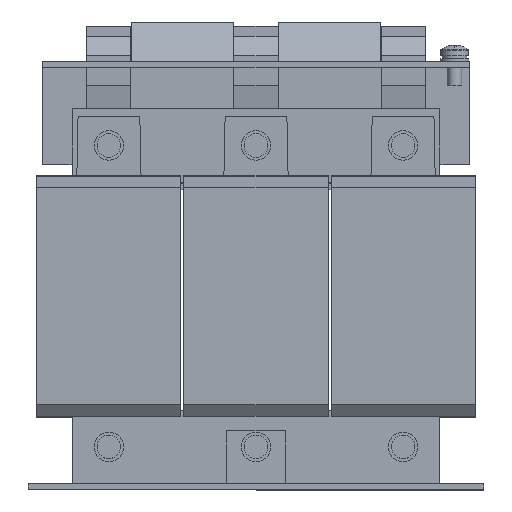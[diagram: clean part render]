
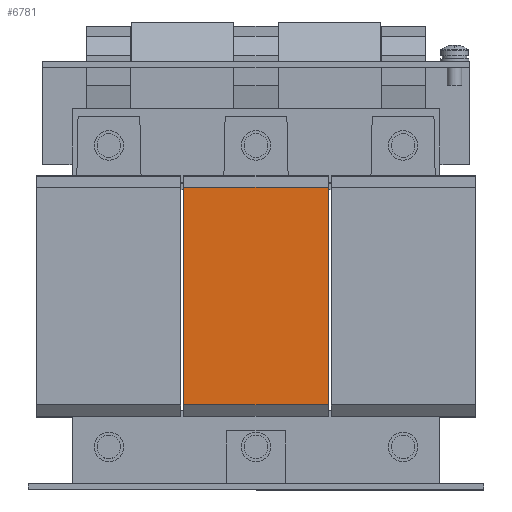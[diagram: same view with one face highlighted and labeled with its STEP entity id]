
A CAD part, top view. The second image highlights one B-rep face of the part: STEP entity #6781.
In plain terms, the highlighted planar face has unit normal (0, 0, 1).
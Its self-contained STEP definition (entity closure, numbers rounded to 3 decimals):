
#2220 = CARTESIAN_POINT ( 'NONE',  ( -24.5, 37., 36.5 ) ) ;
#3382 = DIRECTION ( 'NONE',  ( -1., 0., 0. ) ) ;
#3667 = DIRECTION ( 'NONE',  ( 0., -1., 0. ) ) ;
#6433 = ORIENTED_EDGE ( 'NONE', *, *, #6625, .F. ) ;
#6615 = ORIENTED_EDGE ( 'NONE', *, *, #21767, .F. ) ;
#6625 = EDGE_CURVE ( 'NONE', #20155, #12191, #10569, .T. ) ;
#6765 = VERTEX_POINT ( 'NONE', #2220 ) ;
#6781 = ADVANCED_FACE ( 'NONE', ( #15550 ), #20188, .F. ) ;
#7640 = LINE ( 'NONE', #10925, #13963 ) ;
#7719 = LINE ( 'NONE', #10590, #20147 ) ;
#9594 = DIRECTION ( 'NONE',  ( -1., 0., 0. ) ) ;
#9730 = CARTESIAN_POINT ( 'NONE',  ( -24.5, -37., 36.5 ) ) ;
#10275 = VERTEX_POINT ( 'NONE', #9730 ) ;
#10300 = VECTOR ( 'NONE', #12094, 1000. ) ;
#10569 = LINE ( 'NONE', #19193, #10300 ) ;
#10590 = CARTESIAN_POINT ( 'NONE',  ( 24.5, -37., 36.5 ) ) ;
#10925 = CARTESIAN_POINT ( 'NONE',  ( 24.5, 37., 36.5 ) ) ;
#11303 = ORIENTED_EDGE ( 'NONE', *, *, #14250, .T. ) ;
#11546 = VECTOR ( 'NONE', #3667, 1000. ) ;
#12094 = DIRECTION ( 'NONE',  ( 0., -1., 0. ) ) ;
#12191 = VERTEX_POINT ( 'NONE', #20517 ) ;
#13017 = DIRECTION ( 'NONE',  ( -1., 0., 0. ) ) ;
#13963 = VECTOR ( 'NONE', #13017, 1000. ) ;
#14250 = EDGE_CURVE ( 'NONE', #20155, #6765, #7640, .T. ) ;
#14577 = CARTESIAN_POINT ( 'NONE',  ( -24.5, 37., 36.5 ) ) ;
#14756 = EDGE_LOOP ( 'NONE', ( #20740, #6615, #6433, #11303 ) ) ;
#15550 = FACE_OUTER_BOUND ( 'NONE', #14756, .T. ) ;
#19007 = AXIS2_PLACEMENT_3D ( 'NONE', #21878, #21720, #9594 ) ;
#19193 = CARTESIAN_POINT ( 'NONE',  ( 24.5, 37., 36.5 ) ) ;
#20147 = VECTOR ( 'NONE', #3382, 1000. ) ;
#20155 = VERTEX_POINT ( 'NONE', #21391 ) ;
#20188 = PLANE ( 'NONE',  #19007 ) ;
#20517 = CARTESIAN_POINT ( 'NONE',  ( 24.5, -37., 36.5 ) ) ;
#20740 = ORIENTED_EDGE ( 'NONE', *, *, #22530, .T. ) ;
#21391 = CARTESIAN_POINT ( 'NONE',  ( 24.5, 37., 36.5 ) ) ;
#21484 = LINE ( 'NONE', #14577, #11546 ) ;
#21720 = DIRECTION ( 'NONE',  ( 0., 0., -1. ) ) ;
#21767 = EDGE_CURVE ( 'NONE', #12191, #10275, #7719, .T. ) ;
#21878 = CARTESIAN_POINT ( 'NONE',  ( 24.5, 37., 36.5 ) ) ;
#22530 = EDGE_CURVE ( 'NONE', #6765, #10275, #21484, .T. ) ;
